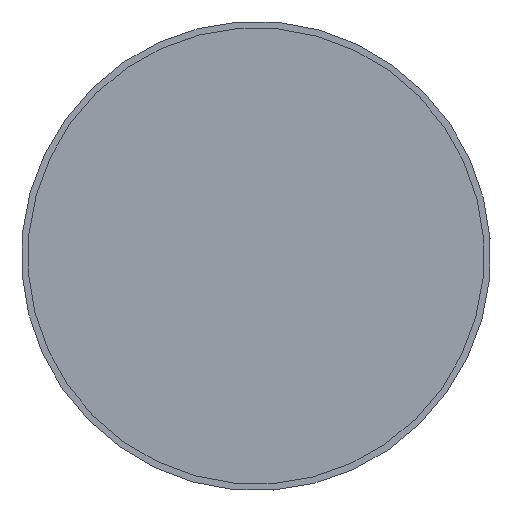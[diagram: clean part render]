
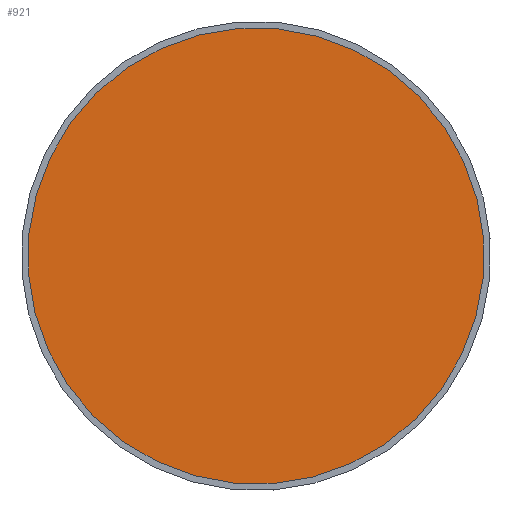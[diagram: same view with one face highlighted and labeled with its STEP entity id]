
A CAD part, front view. The second image highlights one B-rep face of the part: STEP entity #921.
In plain terms, the highlighted planar face has unit normal (0, -1, 0).
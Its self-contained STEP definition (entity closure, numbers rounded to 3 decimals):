
#138=FACE_OUTER_BOUND('',#193,.T.);
#193=EDGE_LOOP('',(#671,#672));
#285=CIRCLE('',#1046,35.);
#286=CIRCLE('',#1047,35.);
#373=VERTEX_POINT('',#1557);
#374=VERTEX_POINT('',#1558);
#481=EDGE_CURVE('',#373,#374,#285,.T.);
#482=EDGE_CURVE('',#374,#373,#286,.T.);
#671=ORIENTED_EDGE('',*,*,#481,.T.);
#672=ORIENTED_EDGE('',*,*,#482,.T.);
#841=PLANE('',#1048);
#921=ADVANCED_FACE('',(#138),#841,.T.);
#1046=AXIS2_PLACEMENT_3D('',#1559,#1269,#1270);
#1047=AXIS2_PLACEMENT_3D('',#1560,#1271,#1272);
#1048=AXIS2_PLACEMENT_3D('',#1562,#1274,#1275);
#1269=DIRECTION('center_axis',(0.,-1.,0.));
#1270=DIRECTION('ref_axis',(-0.563,0.,0.826));
#1271=DIRECTION('center_axis',(0.,-1.,0.));
#1272=DIRECTION('ref_axis',(-0.563,0.,0.826));
#1274=DIRECTION('center_axis',(0.,-1.,0.));
#1275=DIRECTION('ref_axis',(0.826,0.,0.563));
#1557=CARTESIAN_POINT('',(-19.722,-45.,28.914));
#1558=CARTESIAN_POINT('',(19.722,-45.,-28.914));
#1559=CARTESIAN_POINT('Origin',(0.,-45.,
0.));
#1560=CARTESIAN_POINT('Origin',(0.,-45.,
0.));
#1562=CARTESIAN_POINT('Origin',(-9.861,-45.,14.457));
